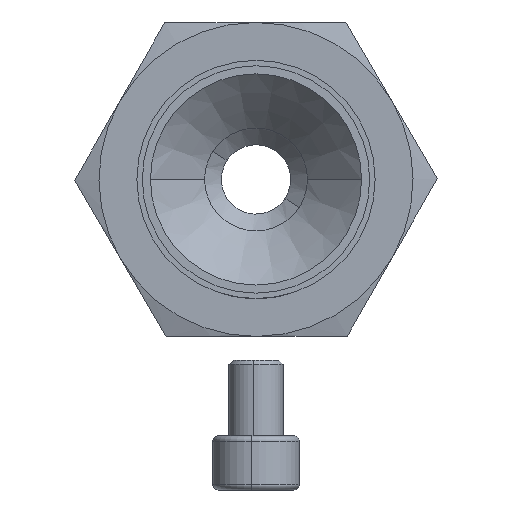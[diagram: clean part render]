
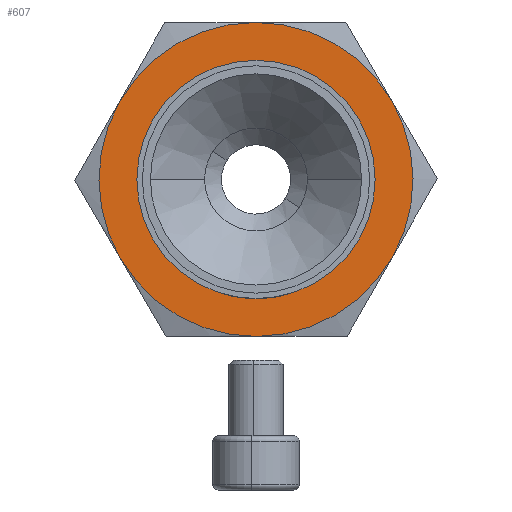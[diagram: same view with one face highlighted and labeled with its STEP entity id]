
A CAD part, left-side view. The second image highlights one B-rep face of the part: STEP entity #607.
In plain terms, the highlighted face is planar.
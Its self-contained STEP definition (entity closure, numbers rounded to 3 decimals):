
#61 = EDGE_CURVE ( 'NONE', #2358, #2250, #1845, .T. ) ;
#96 = FACE_OUTER_BOUND ( 'NONE', #239, .T. ) ;
#210 = DIRECTION ( 'NONE',  ( 1., 0., 0. ) ) ;
#239 = EDGE_LOOP ( 'NONE', ( #1368, #2050, #1830, #3155, #710, #4104 ) ) ;
#245 = DIRECTION ( 'NONE',  ( -1., 0., 0. ) ) ;
#247 = VERTEX_POINT ( 'NONE', #2139 ) ;
#281 = DIRECTION ( 'NONE',  ( 0., 0., 1. ) ) ;
#287 = DIRECTION ( 'NONE',  ( 0., 0., -1. ) ) ;
#325 = CIRCLE ( 'NONE', #883, 14.5 ) ;
#389 = PLANE ( 'NONE',  #1325 ) ;
#399 = DIRECTION ( 'NONE',  ( 0., 0., 1. ) ) ;
#607 = ADVANCED_FACE ( 'NONE', ( #3833, #96 ), #389, .T. ) ;
#710 = ORIENTED_EDGE ( 'NONE', *, *, #1114, .T. ) ;
#729 = DIRECTION ( 'NONE',  ( 0., 0., -1. ) ) ;
#739 = ORIENTED_EDGE ( 'NONE', *, *, #1020, .T. ) ;
#850 = EDGE_CURVE ( 'NONE', #3337, #1925, #325, .T. ) ;
#883 = AXIS2_PLACEMENT_3D ( 'NONE', #3198, #3552, #210 ) ;
#884 = CARTESIAN_POINT ( 'NONE',  ( -7.25, 12.557, 6.4 ) ) ;
#926 = EDGE_CURVE ( 'NONE', #2250, #1792, #4072, .T. ) ;
#999 = ORIENTED_EDGE ( 'NONE', *, *, #3009, .T. ) ;
#1020 = EDGE_CURVE ( 'NONE', #247, #4369, #4696, .T. ) ;
#1114 = EDGE_CURVE ( 'NONE', #2207, #3337, #2309, .T. ) ;
#1252 = DIRECTION ( 'NONE',  ( 1., 0., 0. ) ) ;
#1267 = EDGE_CURVE ( 'NONE', #1925, #2358, #2533, .T. ) ;
#1304 = DIRECTION ( 'NONE',  ( 1., 0., 0. ) ) ;
#1325 = AXIS2_PLACEMENT_3D ( 'NONE', #3779, #2984, #1870 ) ;
#1368 = ORIENTED_EDGE ( 'NONE', *, *, #1267, .T. ) ;
#1505 = CARTESIAN_POINT ( 'NONE',  ( 14.5, 0., 6.4 ) ) ;
#1523 = EDGE_LOOP ( 'NONE', ( #999, #739 ) ) ;
#1774 = DIRECTION ( 'NONE',  ( 1., 0., 0. ) ) ;
#1792 = VERTEX_POINT ( 'NONE', #884 ) ;
#1809 = DIRECTION ( 'NONE',  ( 1., 0., 0. ) ) ;
#1830 = ORIENTED_EDGE ( 'NONE', *, *, #926, .T. ) ;
#1845 = CIRCLE ( 'NONE', #2852, 14.5 ) ;
#1870 = DIRECTION ( 'NONE',  ( 1., 0., 0. ) ) ;
#1925 = VERTEX_POINT ( 'NONE', #2446 ) ;
#2033 = CARTESIAN_POINT ( 'NONE',  ( 0., 0., 6.4 ) ) ;
#2050 = ORIENTED_EDGE ( 'NONE', *, *, #61, .T. ) ;
#2064 = CIRCLE ( 'NONE', #3471, 9.75 ) ;
#2139 = CARTESIAN_POINT ( 'NONE',  ( 9.75, 0., 6.4 ) ) ;
#2144 = AXIS2_PLACEMENT_3D ( 'NONE', #4786, #4418, #1774 ) ;
#2146 = CARTESIAN_POINT ( 'NONE',  ( 0., 0., 6.4 ) ) ;
#2207 = VERTEX_POINT ( 'NONE', #3777 ) ;
#2250 = VERTEX_POINT ( 'NONE', #2981 ) ;
#2309 = CIRCLE ( 'NONE', #2144, 14.5 ) ;
#2337 = CARTESIAN_POINT ( 'NONE',  ( 0., 0., 6.4 ) ) ;
#2358 = VERTEX_POINT ( 'NONE', #1505 ) ;
#2446 = CARTESIAN_POINT ( 'NONE',  ( 7.25, -12.557, 6.4 ) ) ;
#2448 = DIRECTION ( 'NONE',  ( 1., 0., 0. ) ) ;
#2451 = CARTESIAN_POINT ( 'NONE',  ( 0., 0., 6.4 ) ) ;
#2485 = CARTESIAN_POINT ( 'NONE',  ( -7.25, -12.557, 6.4 ) ) ;
#2533 = CIRCLE ( 'NONE', #3630, 14.5 ) ;
#2852 = AXIS2_PLACEMENT_3D ( 'NONE', #2033, #3144, #1304 ) ;
#2981 = CARTESIAN_POINT ( 'NONE',  ( 7.25, 12.557, 6.4 ) ) ;
#2984 = DIRECTION ( 'NONE',  ( 0., 0., 1. ) ) ;
#3009 = EDGE_CURVE ( 'NONE', #4369, #247, #2064, .T. ) ;
#3144 = DIRECTION ( 'NONE',  ( 0., 0., 1. ) ) ;
#3155 = ORIENTED_EDGE ( 'NONE', *, *, #4502, .T. ) ;
#3165 = CIRCLE ( 'NONE', #3491, 14.5 ) ;
#3198 = CARTESIAN_POINT ( 'NONE',  ( 0., 0., 6.4 ) ) ;
#3295 = DIRECTION ( 'NONE',  ( 0., 0., 1. ) ) ;
#3337 = VERTEX_POINT ( 'NONE', #2485 ) ;
#3471 = AXIS2_PLACEMENT_3D ( 'NONE', #2451, #287, #245 ) ;
#3491 = AXIS2_PLACEMENT_3D ( 'NONE', #4485, #3295, #2448 ) ;
#3552 = DIRECTION ( 'NONE',  ( 0., 0., 1. ) ) ;
#3630 = AXIS2_PLACEMENT_3D ( 'NONE', #2337, #399, #1252 ) ;
#3710 = DIRECTION ( 'NONE',  ( -1., 0., 0. ) ) ;
#3777 = CARTESIAN_POINT ( 'NONE',  ( -14.5, 0., 6.4 ) ) ;
#3779 = CARTESIAN_POINT ( 'NONE',  ( 0., 0., 6.4 ) ) ;
#3833 = FACE_BOUND ( 'NONE', #1523, .T. ) ;
#4072 = CIRCLE ( 'NONE', #4305, 14.5 ) ;
#4104 = ORIENTED_EDGE ( 'NONE', *, *, #850, .T. ) ;
#4305 = AXIS2_PLACEMENT_3D ( 'NONE', #2146, #281, #1809 ) ;
#4369 = VERTEX_POINT ( 'NONE', #4801 ) ;
#4418 = DIRECTION ( 'NONE',  ( 0., 0., 1. ) ) ;
#4460 = AXIS2_PLACEMENT_3D ( 'NONE', #4736, #729, #3710 ) ;
#4485 = CARTESIAN_POINT ( 'NONE',  ( 0., 0., 6.4 ) ) ;
#4502 = EDGE_CURVE ( 'NONE', #1792, #2207, #3165, .T. ) ;
#4696 = CIRCLE ( 'NONE', #4460, 9.75 ) ;
#4736 = CARTESIAN_POINT ( 'NONE',  ( 0., 0., 6.4 ) ) ;
#4786 = CARTESIAN_POINT ( 'NONE',  ( 0., 0., 6.4 ) ) ;
#4801 = CARTESIAN_POINT ( 'NONE',  ( -9.75, 0., 6.4 ) ) ;
